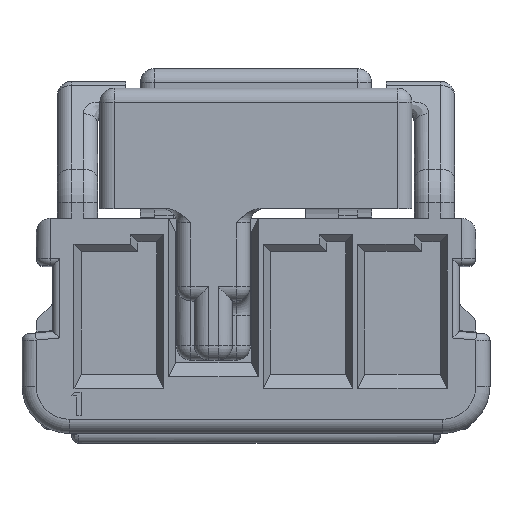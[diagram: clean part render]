
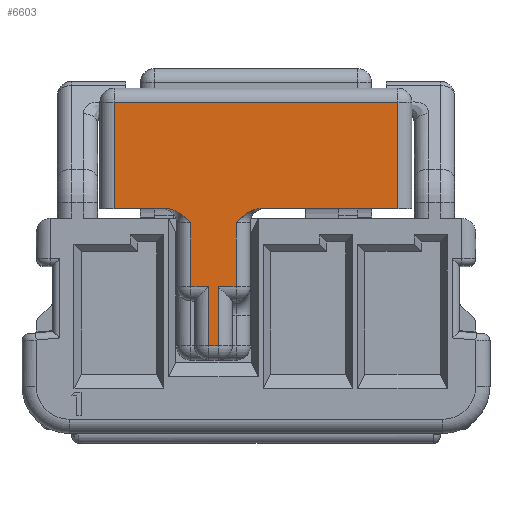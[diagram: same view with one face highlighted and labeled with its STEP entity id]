
A CAD part, top view. The second image highlights one B-rep face of the part: STEP entity #6603.
In plain terms, the highlighted planar face has unit normal (0, 0, 1).
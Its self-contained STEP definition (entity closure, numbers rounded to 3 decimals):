
#96 = VERTEX_POINT ( 'NONE', #17686 ) ;
#111 = LINE ( 'NONE', #22006, #27274 ) ;
#274 = LINE ( 'NONE', #17100, #18792 ) ;
#384 = EDGE_CURVE ( 'NONE', #23909, #11434, #30186, .T. ) ;
#435 = DIRECTION ( 'NONE',  ( 0., -1., 0. ) ) ;
#458 = VERTEX_POINT ( 'NONE', #5012 ) ;
#600 = ORIENTED_EDGE ( 'NONE', *, *, #18076, .F. ) ;
#642 = EDGE_CURVE ( 'NONE', #28306, #9237, #24685, .T. ) ;
#951 = CARTESIAN_POINT ( 'NONE',  ( -0.42, -1.45, 7.6 ) ) ;
#1874 = VECTOR ( 'NONE', #20955, 1000. ) ;
#1886 = B_SPLINE_CURVE_WITH_KNOTS ( 'NONE', 3,
 ( #11344, #31015, #28650, #9464, #7078, #6780 ),
 .UNSPECIFIED., .F., .F.,
 ( 4, 2, 4 ),
 ( 0., 0., 0.001 ),
 .UNSPECIFIED. ) ;
#2035 = ORIENTED_EDGE ( 'NONE', *, *, #22344, .T. ) ;
#3116 = LINE ( 'NONE', #3433, #5578 ) ;
#3433 = CARTESIAN_POINT ( 'NONE',  ( -3.3, 2.45, 7.6 ) ) ;
#3737 = VECTOR ( 'NONE', #25417, 1000. ) ;
#3753 = CARTESIAN_POINT ( 'NONE',  ( -0.12, -2.7, 7.6 ) ) ;
#3777 = ORIENTED_EDGE ( 'NONE', *, *, #19886, .T. ) ;
#3869 = VERTEX_POINT ( 'NONE', #30701 ) ;
#4177 = CARTESIAN_POINT ( 'NONE',  ( -1.796, 0.2, 7.6 ) ) ;
#4254 = ORIENTED_EDGE ( 'NONE', *, *, #21664, .T. ) ;
#4833 = CARTESIAN_POINT ( 'NONE',  ( -1.9, 0.2, 7.6 ) ) ;
#5012 = CARTESIAN_POINT ( 'NONE',  ( -3., 0.2, 7.6 ) ) ;
#5578 = VECTOR ( 'NONE', #14934, 1000. ) ;
#5714 = CARTESIAN_POINT ( 'NONE',  ( -0.42, -0.1, 7.6 ) ) ;
#5960 = DIRECTION ( 'NONE',  ( 0., 0., -1. ) ) ;
#6421 = CARTESIAN_POINT ( 'NONE',  ( -3., 2.45, 7.6 ) ) ;
#6603 = ADVANCED_FACE ( 'NONE', ( #22056 ), #17498, .F. ) ;
#6614 = VERTEX_POINT ( 'NONE', #951 ) ;
#6780 = CARTESIAN_POINT ( 'NONE',  ( 0.1, 0.2, 7.6 ) ) ;
#7078 = CARTESIAN_POINT ( 'NONE',  ( -0.004, 0.2, 7.6 ) ) ;
#7153 = VECTOR ( 'NONE', #28433, 1000. ) ;
#7830 = DIRECTION ( 'NONE',  ( 1., 0., 0. ) ) ;
#8339 = CARTESIAN_POINT ( 'NONE',  ( 0.1, 0.2, 7.6 ) ) ;
#8525 = CARTESIAN_POINT ( 'NONE',  ( -1.38, 0.2, 7.6 ) ) ;
#8701 = VECTOR ( 'NONE', #16339, 1000. ) ;
#9237 = VERTEX_POINT ( 'NONE', #24021 ) ;
#9464 = CARTESIAN_POINT ( 'NONE',  ( -0.103, 0.16, 7.6 ) ) ;
#9772 = ORIENTED_EDGE ( 'NONE', *, *, #20520, .T. ) ;
#9870 = VERTEX_POINT ( 'NONE', #6421 ) ;
#11074 = AXIS2_PLACEMENT_3D ( 'NONE', #27183, #5960, #12881 ) ;
#11233 = VECTOR ( 'NONE', #7830, 1000. ) ;
#11344 = CARTESIAN_POINT ( 'NONE',  ( -0.42, -0.1, 7.6 ) ) ;
#11434 = VERTEX_POINT ( 'NONE', #27484 ) ;
#11755 = CARTESIAN_POINT ( 'NONE',  ( -1.38, -1.45, 7.6 ) ) ;
#12030 = CARTESIAN_POINT ( 'NONE',  ( -1.38, -0.1, 7.6 ) ) ;
#12203 = ORIENTED_EDGE ( 'NONE', *, *, #13644, .T. ) ;
#12881 = DIRECTION ( 'NONE',  ( 0., 1., 0. ) ) ;
#13098 = DIRECTION ( 'NONE',  ( 0., -1., 0. ) ) ;
#13230 = ORIENTED_EDGE ( 'NONE', *, *, #27147, .T. ) ;
#13409 = VECTOR ( 'NONE', #25061, 1000. ) ;
#13644 = EDGE_CURVE ( 'NONE', #26731, #28306, #15131, .T. ) ;
#13660 = ORIENTED_EDGE ( 'NONE', *, *, #27614, .T. ) ;
#13799 = CARTESIAN_POINT ( 'NONE',  ( -1.697, 0.16, 7.6 ) ) ;
#14242 = CARTESIAN_POINT ( 'NONE',  ( -1.526, 0.046, 7.6 ) ) ;
#14264 = CARTESIAN_POINT ( 'NONE',  ( -3.3, 0.2, 7.6 ) ) ;
#14774 = VERTEX_POINT ( 'NONE', #8339 ) ;
#14934 = DIRECTION ( 'NONE',  ( -1., 0., 0. ) ) ;
#15131 = LINE ( 'NONE', #8525, #26849 ) ;
#15478 = VECTOR ( 'NONE', #22224, 1000. ) ;
#15719 = DIRECTION ( 'NONE',  ( 0., 1., 0. ) ) ;
#15803 = LINE ( 'NONE', #20719, #3737 ) ;
#16028 = LINE ( 'NONE', #20623, #1874 ) ;
#16339 = DIRECTION ( 'NONE',  ( 1., 0., 0. ) ) ;
#16352 = EDGE_CURVE ( 'NONE', #96, #9870, #3116, .T. ) ;
#17100 = CARTESIAN_POINT ( 'NONE',  ( -3.3, 0.2, 7.6 ) ) ;
#17498 = PLANE ( 'NONE',  #11074 ) ;
#17686 = CARTESIAN_POINT ( 'NONE',  ( 3., 2.45, 7.6 ) ) ;
#17911 = ORIENTED_EDGE ( 'NONE', *, *, #384, .T. ) ;
#18076 = EDGE_CURVE ( 'NONE', #96, #3869, #18163, .T. ) ;
#18127 = LINE ( 'NONE', #27672, #29078 ) ;
#18163 = LINE ( 'NONE', #27708, #13409 ) ;
#18463 = ORIENTED_EDGE ( 'NONE', *, *, #25969, .T. ) ;
#18792 = VECTOR ( 'NONE', #29204, 1000. ) ;
#19886 = EDGE_CURVE ( 'NONE', #21980, #14774, #1886, .T. ) ;
#19938 = CARTESIAN_POINT ( 'NONE',  ( -1., -2.7, 7.6 ) ) ;
#20120 = ORIENTED_EDGE ( 'NONE', *, *, #642, .T. ) ;
#20520 = EDGE_CURVE ( 'NONE', #9237, #23909, #111, .T. ) ;
#20623 = CARTESIAN_POINT ( 'NONE',  ( -3., 0.2, 7.6 ) ) ;
#20719 = CARTESIAN_POINT ( 'NONE',  ( -0.42, 0.2, 7.6 ) ) ;
#20955 = DIRECTION ( 'NONE',  ( 0., -1., 0. ) ) ;
#21664 = EDGE_CURVE ( 'NONE', #458, #22400, #274, .T. ) ;
#21980 = VERTEX_POINT ( 'NONE', #5714 ) ;
#22006 = CARTESIAN_POINT ( 'NONE',  ( -1., 0.2, 7.6 ) ) ;
#22056 = FACE_OUTER_BOUND ( 'NONE', #23861, .T. ) ;
#22224 = DIRECTION ( 'NONE',  ( 1., 0., 0. ) ) ;
#22344 = EDGE_CURVE ( 'NONE', #14774, #3869, #30789, .T. ) ;
#22400 = VERTEX_POINT ( 'NONE', #4833 ) ;
#22867 = ORIENTED_EDGE ( 'NONE', *, *, #16352, .T. ) ;
#22968 = ORIENTED_EDGE ( 'NONE', *, *, #26667, .T. ) ;
#23861 = EDGE_LOOP ( 'NONE', ( #26154, #3777, #2035, #600, #22867, #18463, #4254, #13230, #12203, #20120, #9772, #17911, #13660, #22968 ) ) ;
#23909 = VERTEX_POINT ( 'NONE', #19938 ) ;
#24021 = CARTESIAN_POINT ( 'NONE',  ( -1., -1.45, 7.6 ) ) ;
#24685 = LINE ( 'NONE', #29390, #11233 ) ;
#24735 = B_SPLINE_CURVE_WITH_KNOTS ( 'NONE', 3,
 ( #25598, #4177, #13799, #14242, #29040, #12030 ),
 .UNSPECIFIED., .F., .F.,
 ( 4, 2, 4 ),
 ( 0., 0., 0.001 ),
 .UNSPECIFIED. ) ;
#24748 = EDGE_CURVE ( 'NONE', #6614, #21980, #15803, .T. ) ;
#25061 = DIRECTION ( 'NONE',  ( 0., -1., 0. ) ) ;
#25417 = DIRECTION ( 'NONE',  ( 0., 1., 0. ) ) ;
#25598 = CARTESIAN_POINT ( 'NONE',  ( -1.9, 0.2, 7.6 ) ) ;
#25780 = CARTESIAN_POINT ( 'NONE',  ( -0.8, -1.45, 7.6 ) ) ;
#25969 = EDGE_CURVE ( 'NONE', #9870, #458, #16028, .T. ) ;
#26007 = VERTEX_POINT ( 'NONE', #25780 ) ;
#26154 = ORIENTED_EDGE ( 'NONE', *, *, #24748, .T. ) ;
#26667 = EDGE_CURVE ( 'NONE', #26007, #6614, #29580, .T. ) ;
#26731 = VERTEX_POINT ( 'NONE', #28279 ) ;
#26849 = VECTOR ( 'NONE', #13098, 1000. ) ;
#27147 = EDGE_CURVE ( 'NONE', #22400, #26731, #24735, .T. ) ;
#27183 = CARTESIAN_POINT ( 'NONE',  ( -0.12, 0.2, 7.6 ) ) ;
#27274 = VECTOR ( 'NONE', #435, 1000. ) ;
#27354 = CARTESIAN_POINT ( 'NONE',  ( -0.12, -1.45, 7.6 ) ) ;
#27484 = CARTESIAN_POINT ( 'NONE',  ( -0.8, -2.7, 7.6 ) ) ;
#27614 = EDGE_CURVE ( 'NONE', #11434, #26007, #18127, .T. ) ;
#27672 = CARTESIAN_POINT ( 'NONE',  ( -0.8, -1.75, 7.6 ) ) ;
#27708 = CARTESIAN_POINT ( 'NONE',  ( 3., 0.2, 7.6 ) ) ;
#28279 = CARTESIAN_POINT ( 'NONE',  ( -1.38, -0.1, 7.6 ) ) ;
#28306 = VERTEX_POINT ( 'NONE', #11755 ) ;
#28433 = DIRECTION ( 'NONE',  ( 1., 0., 0. ) ) ;
#28650 = CARTESIAN_POINT ( 'NONE',  ( -0.274, 0.046, 7.6 ) ) ;
#29040 = CARTESIAN_POINT ( 'NONE',  ( -1.452, -0.028, 7.6 ) ) ;
#29078 = VECTOR ( 'NONE', #15719, 1000. ) ;
#29204 = DIRECTION ( 'NONE',  ( 1., 0., 0. ) ) ;
#29390 = CARTESIAN_POINT ( 'NONE',  ( -0.12, -1.45, 7.6 ) ) ;
#29580 = LINE ( 'NONE', #27354, #15478 ) ;
#30186 = LINE ( 'NONE', #3753, #8701 ) ;
#30701 = CARTESIAN_POINT ( 'NONE',  ( 3., 0.2, 7.6 ) ) ;
#30789 = LINE ( 'NONE', #14264, #7153 ) ;
#31015 = CARTESIAN_POINT ( 'NONE',  ( -0.347, -0.027, 7.6 ) ) ;
